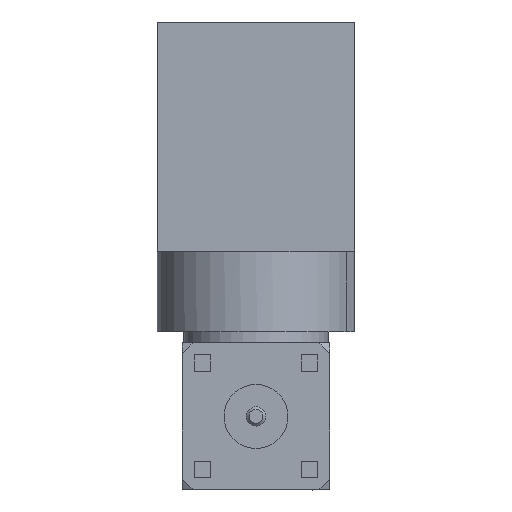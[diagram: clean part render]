
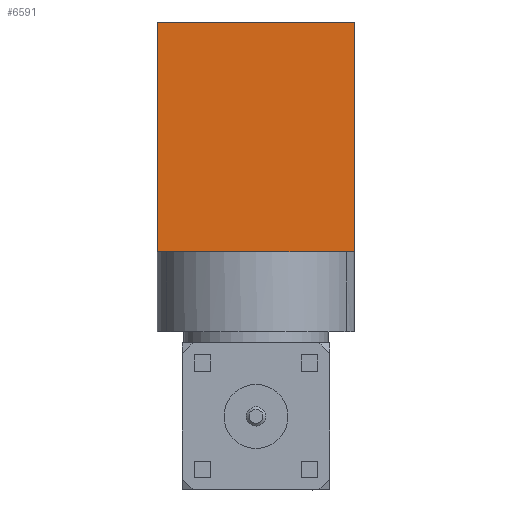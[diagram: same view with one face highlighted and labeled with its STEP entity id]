
A CAD part, front view. The second image highlights one B-rep face of the part: STEP entity #6591.
In plain terms, the highlighted planar face has unit normal (0, -1, 0).
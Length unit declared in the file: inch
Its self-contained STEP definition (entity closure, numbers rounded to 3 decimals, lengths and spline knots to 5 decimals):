
#59 = ORIENTED_EDGE ( 'NONE', *, *, #6892, .T. ) ;
#448 = ORIENTED_EDGE ( 'NONE', *, *, #2461, .F. ) ;
#564 = CARTESIAN_POINT ( 'NONE',  ( -0.00064, -0.18494, -0.43065 ) ) ;
#676 = DIRECTION ( 'NONE',  ( 1., 0., 0. ) ) ;
#710 = CARTESIAN_POINT ( 'NONE',  ( -0.185, -0.18494, 0. ) ) ;
#722 = EDGE_CURVE ( 'NONE', #3599, #5197, #1793, .T. ) ;
#1278 = VECTOR ( 'NONE', #676, 39.37008 ) ;
#1793 = LINE ( 'NONE', #710, #1278 ) ;
#1996 = DIRECTION ( 'NONE',  ( 0., 0., 1. ) ) ;
#2085 = CARTESIAN_POINT ( 'NONE',  ( -0.185, -0.18494, -0.43065 ) ) ;
#2388 = LINE ( 'NONE', #7173, #6332 ) ;
#2461 = EDGE_CURVE ( 'NONE', #7160, #3599, #4999, .T. ) ;
#2544 = EDGE_CURVE ( 'NONE', #3774, #5197, #2388, .T. ) ;
#2676 = DIRECTION ( 'NONE',  ( 1., 0., 0. ) ) ;
#2723 = VECTOR ( 'NONE', #1996, 39.37008 ) ;
#3005 = AXIS2_PLACEMENT_3D ( 'NONE', #6066, #3928, #5540 ) ;
#3007 = VECTOR ( 'NONE', #6974, 39.37008 ) ;
#3505 = EDGE_LOOP ( 'NONE', ( #448, #5328, #59, #4007, #5310 ) ) ;
#3532 = CARTESIAN_POINT ( 'NONE',  ( 0.185, -0.18494, 0. ) ) ;
#3588 = CARTESIAN_POINT ( 'NONE',  ( -0.185, -0.18494, -0.43065 ) ) ;
#3599 = VERTEX_POINT ( 'NONE', #6172 ) ;
#3774 = VERTEX_POINT ( 'NONE', #5971 ) ;
#3779 = PLANE ( 'NONE',  #3005 ) ;
#3928 = DIRECTION ( 'NONE',  ( 0., -1., 0. ) ) ;
#4007 = ORIENTED_EDGE ( 'NONE', *, *, #2544, .T. ) ;
#4438 = FACE_OUTER_BOUND ( 'NONE', #3505, .T. ) ;
#4502 = EDGE_CURVE ( 'NONE', #7160, #6317, #4762, .T. ) ;
#4762 = LINE ( 'NONE', #3588, #3007 ) ;
#4831 = DIRECTION ( 'NONE',  ( 0., 0., 1. ) ) ;
#4999 = LINE ( 'NONE', #7304, #2723 ) ;
#5197 = VERTEX_POINT ( 'NONE', #3532 ) ;
#5310 = ORIENTED_EDGE ( 'NONE', *, *, #722, .F. ) ;
#5328 = ORIENTED_EDGE ( 'NONE', *, *, #4502, .T. ) ;
#5540 = DIRECTION ( 'NONE',  ( 0., 0., -1. ) ) ;
#5971 = CARTESIAN_POINT ( 'NONE',  ( 0.185, -0.18494, -0.43065 ) ) ;
#6066 = CARTESIAN_POINT ( 'NONE',  ( -0.185, -0.18494, -0.58065 ) ) ;
#6128 = VECTOR ( 'NONE', #2676, 39.37008 ) ;
#6172 = CARTESIAN_POINT ( 'NONE',  ( -0.185, -0.18494, 0. ) ) ;
#6317 = VERTEX_POINT ( 'NONE', #564 ) ;
#6332 = VECTOR ( 'NONE', #4831, 39.37008 ) ;
#6591 = ADVANCED_FACE ( 'NONE', ( #4438 ), #3779, .T. ) ;
#6892 = EDGE_CURVE ( 'NONE', #6317, #3774, #7227, .T. ) ;
#6974 = DIRECTION ( 'NONE',  ( 1., 0., 0. ) ) ;
#6993 = CARTESIAN_POINT ( 'NONE',  ( -0.185, -0.18494, -0.43065 ) ) ;
#7160 = VERTEX_POINT ( 'NONE', #6993 ) ;
#7173 = CARTESIAN_POINT ( 'NONE',  ( 0.185, -0.18494, -0.58065 ) ) ;
#7227 = LINE ( 'NONE', #2085, #6128 ) ;
#7304 = CARTESIAN_POINT ( 'NONE',  ( -0.185, -0.18494, -0.58065 ) ) ;
